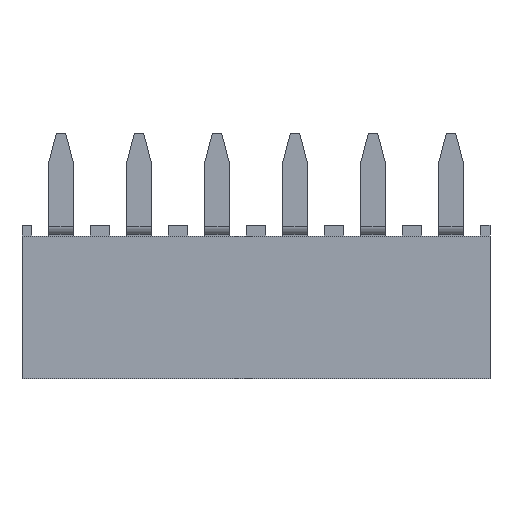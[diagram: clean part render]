
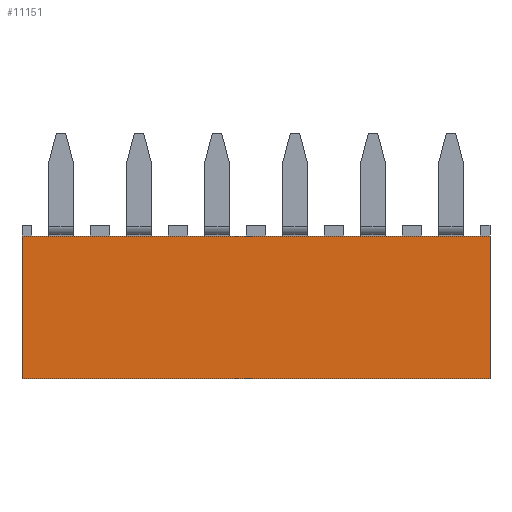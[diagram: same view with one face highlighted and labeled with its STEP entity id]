
A CAD part, front view. The second image highlights one B-rep face of the part: STEP entity #11151.
In plain terms, the highlighted planar face has unit normal (0, -1, 0).
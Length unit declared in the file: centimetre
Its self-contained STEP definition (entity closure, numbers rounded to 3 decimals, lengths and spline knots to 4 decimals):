
#1229=FACE_OUTER_BOUND('',#1794,.T.);
#1794=EDGE_LOOP('',(#8847,#8848,#8849,#8850));
#2598=LINE('',#17162,#3786);
#2686=LINE('',#17335,#3874);
#2700=LINE('',#17363,#3888);
#2701=LINE('',#17364,#3889);
#3786=VECTOR('',#13806,0.465);
#3874=VECTOR('',#13964,1.524);
#3888=VECTOR('',#13980,1.524);
#3889=VECTOR('',#13981,0.465);
#4958=VERTEX_POINT('',#17151);
#4962=VERTEX_POINT('',#17160);
#5012=VERTEX_POINT('',#17334);
#5025=VERTEX_POINT('',#17362);
#6292=EDGE_CURVE('',#4962,#4958,#2598,.T.);
#6380=EDGE_CURVE('',#4958,#5012,#2686,.T.);
#6394=EDGE_CURVE('',#4962,#5025,#2700,.T.);
#6395=EDGE_CURVE('',#5025,#5012,#2701,.T.);
#8847=ORIENTED_EDGE('',*,*,#6394,.T.);
#8848=ORIENTED_EDGE('',*,*,#6395,.T.);
#8849=ORIENTED_EDGE('',*,*,#6380,.F.);
#8850=ORIENTED_EDGE('',*,*,#6292,.F.);
#10697=PLANE('',#11913);
#11151=ADVANCED_FACE('',(#1229),#10697,.T.);
#11913=AXIS2_PLACEMENT_3D('',#17361,#13978,#13979);
#13806=DIRECTION('',(0.,0.,1.));
#13964=DIRECTION('',(1.,0.,0.));
#13978=DIRECTION('center_axis',(0.,-1.,0.));
#13979=DIRECTION('ref_axis',(0.,0.,1.));
#13980=DIRECTION('',(1.,0.,0.));
#13981=DIRECTION('',(0.,0.,1.));
#17151=CARTESIAN_POINT('',(-0.7903,0.3629,1.445));
#17160=CARTESIAN_POINT('',(-0.7903,0.3629,0.98));
#17162=CARTESIAN_POINT('',(-0.7903,0.3629,1.48));
#17334=CARTESIAN_POINT('',(0.7337,0.3629,1.445));
#17335=CARTESIAN_POINT('',(0.0037,0.3629,1.445));
#17361=CARTESIAN_POINT('Origin',(-0.2823,0.3629,0.98));
#17362=CARTESIAN_POINT('',(0.7337,0.3629,0.98));
#17363=CARTESIAN_POINT('',(-0.2823,0.3629,0.98));
#17364=CARTESIAN_POINT('',(0.7337,0.3629,1.48));
